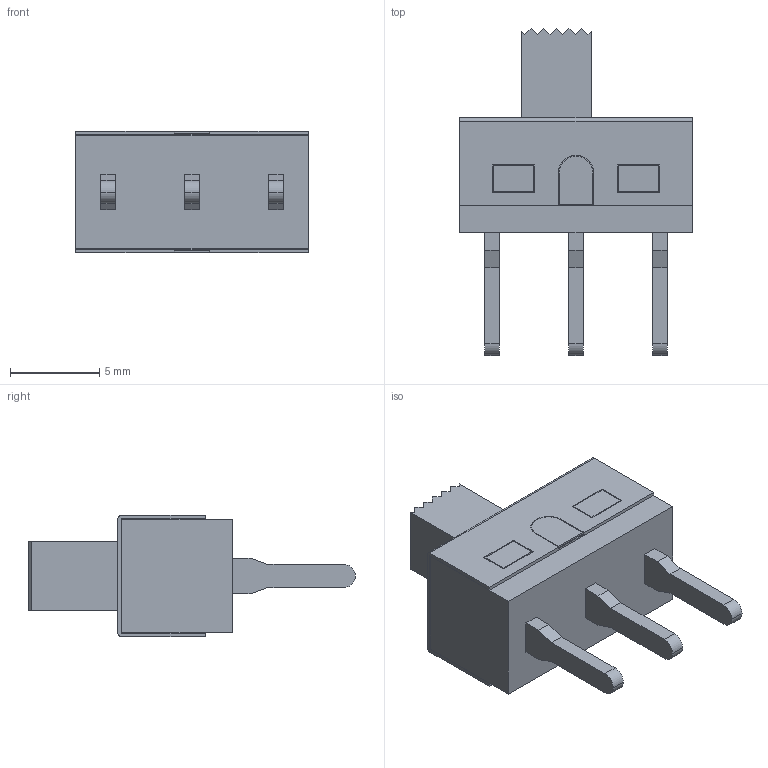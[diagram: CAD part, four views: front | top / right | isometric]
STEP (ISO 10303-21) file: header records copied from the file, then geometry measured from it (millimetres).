
FILE_DESCRIPTION (( 'STEP AP214' ), '1' );
FILE_NAME ('SS-12D10L5.STEP', '2025-06-23T16:09:24', ( '' ), ( '' ), 'SwSTEP 2.0', 'SolidWorks 2025', '' );
FILE_SCHEMA (( 'AUTOMOTIVE_DESIGN' ));
Length unit declared in the file: millimetre
Products named in the file (1): SS-12D10L5
Bounding box: 13 x 18.3 x 6.8 mm (x, y, z)
Volume: 647.5 mm3; surface area: 969.5 mm2
Topology: 4 solids, 4 shells, 127 faces, 332 edges, 220 vertices
Faces by surface type: plane 115, cylinder 12
Entity records: 5305 total; most frequent: CARTESIAN_POINT 680, ORIENTED_EDGE 664, DIRECTION 612, EDGE_CURVE 332, VECTOR 308, LINE 308, VERTEX_POINT 220, AXIS2_PLACEMENT_3D 152
